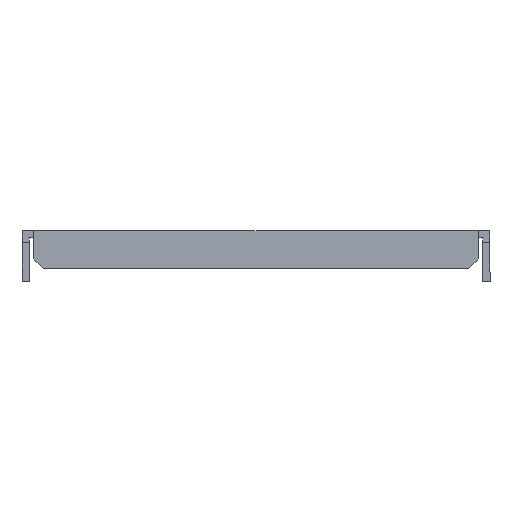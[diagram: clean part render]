
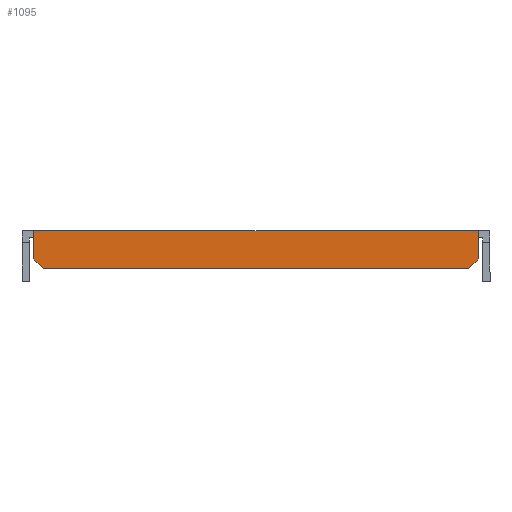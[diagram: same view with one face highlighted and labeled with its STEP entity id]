
A CAD part, front view. The second image highlights one B-rep face of the part: STEP entity #1095.
In plain terms, the highlighted planar face has unit normal (0, -1, 0).
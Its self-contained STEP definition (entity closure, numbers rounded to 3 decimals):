
#277 = DIRECTION ( 'NONE',  ( 0., 0., -1. ) ) ;
#278 = CARTESIAN_POINT ( 'NONE',  ( -45., -110., -8. ) ) ;
#617 = ORIENTED_EDGE ( 'NONE', *, *, #6437, .T. ) ;
#675 = CARTESIAN_POINT ( 'NONE',  ( 47., -110., -6. ) ) ;
#815 = EDGE_CURVE ( 'NONE', #5173, #3256, #1502, .T. ) ;
#1040 = CARTESIAN_POINT ( 'NONE',  ( -47., -110., -2.5 ) ) ;
#1050 = CARTESIAN_POINT ( 'NONE',  ( 47., -110., 0. ) ) ;
#1067 = LINE ( 'NONE', #6214, #1637 ) ;
#1095 = ADVANCED_FACE ( 'NONE', ( #3546 ), #1842, .F. ) ;
#1153 = VECTOR ( 'NONE', #6838, 1000. ) ;
#1164 = VECTOR ( 'NONE', #277, 1000. ) ;
#1212 = CARTESIAN_POINT ( 'NONE',  ( 47., -110., -2.5 ) ) ;
#1272 = CARTESIAN_POINT ( 'NONE',  ( 0., -110., 0. ) ) ;
#1316 = CARTESIAN_POINT ( 'NONE',  ( 0., -110., 0. ) ) ;
#1502 = LINE ( 'NONE', #2695, #1164 ) ;
#1592 = ORIENTED_EDGE ( 'NONE', *, *, #2789, .T. ) ;
#1637 = VECTOR ( 'NONE', #7234, 1000. ) ;
#1842 = PLANE ( 'NONE',  #6792 ) ;
#1890 = VECTOR ( 'NONE', #4785, 1000. ) ;
#1960 = CARTESIAN_POINT ( 'NONE',  ( -47., -110., -6. ) ) ;
#1964 = ORIENTED_EDGE ( 'NONE', *, *, #5918, .T. ) ;
#2105 = CARTESIAN_POINT ( 'NONE',  ( -47., -110., 0. ) ) ;
#2125 = VERTEX_POINT ( 'NONE', #278 ) ;
#2231 = VECTOR ( 'NONE', #2736, 1000. ) ;
#2334 = ORIENTED_EDGE ( 'NONE', *, *, #6688, .T. ) ;
#2475 = LINE ( 'NONE', #1316, #1890 ) ;
#2504 = CARTESIAN_POINT ( 'NONE',  ( 45., -110., -8. ) ) ;
#2695 = CARTESIAN_POINT ( 'NONE',  ( -47., -110., 0. ) ) ;
#2736 = DIRECTION ( 'NONE',  ( 0.707, 0., -0.707 ) ) ;
#2789 = EDGE_CURVE ( 'NONE', #5908, #6763, #5793, .T. ) ;
#2913 = DIRECTION ( 'NONE',  ( 0., 0., 1. ) ) ;
#2964 = DIRECTION ( 'NONE',  ( 0.707, 0., 0.707 ) ) ;
#3256 = VERTEX_POINT ( 'NONE', #1960 ) ;
#3401 = CARTESIAN_POINT ( 'NONE',  ( -45., -110., -8. ) ) ;
#3472 = DIRECTION ( 'NONE',  ( 0., 1., 0. ) ) ;
#3505 = ORIENTED_EDGE ( 'NONE', *, *, #6600, .T. ) ;
#3546 = FACE_OUTER_BOUND ( 'NONE', #6899, .T. ) ;
#3650 = DIRECTION ( 'NONE',  ( 0., 0., 1. ) ) ;
#4005 = ORIENTED_EDGE ( 'NONE', *, *, #5620, .F. ) ;
#4011 = CARTESIAN_POINT ( 'NONE',  ( -47., -110., 0. ) ) ;
#4050 = LINE ( 'NONE', #4011, #1153 ) ;
#4088 = VERTEX_POINT ( 'NONE', #2105 ) ;
#4103 = VECTOR ( 'NONE', #4811, 1000. ) ;
#4130 = CARTESIAN_POINT ( 'NONE',  ( 47., -110., -2.5 ) ) ;
#4220 = ORIENTED_EDGE ( 'NONE', *, *, #7311, .T. ) ;
#4573 = ORIENTED_EDGE ( 'NONE', *, *, #815, .T. ) ;
#4653 = VECTOR ( 'NONE', #2964, 1000. ) ;
#4774 = LINE ( 'NONE', #6487, #7120 ) ;
#4785 = DIRECTION ( 'NONE',  ( -1., 0., 0. ) ) ;
#4811 = DIRECTION ( 'NONE',  ( 0., 0., 1. ) ) ;
#4873 = VERTEX_POINT ( 'NONE', #1212 ) ;
#5173 = VERTEX_POINT ( 'NONE', #1040 ) ;
#5620 = EDGE_CURVE ( 'NONE', #5173, #4088, #4050, .T. ) ;
#5793 = LINE ( 'NONE', #675, #4653 ) ;
#5908 = VERTEX_POINT ( 'NONE', #2504 ) ;
#5918 = EDGE_CURVE ( 'NONE', #4873, #6468, #7063, .T. ) ;
#6214 = CARTESIAN_POINT ( 'NONE',  ( 0., -110., -8. ) ) ;
#6403 = CARTESIAN_POINT ( 'NONE',  ( 47., -110., -6. ) ) ;
#6437 = EDGE_CURVE ( 'NONE', #3256, #2125, #7370, .T. ) ;
#6468 = VERTEX_POINT ( 'NONE', #1050 ) ;
#6487 = CARTESIAN_POINT ( 'NONE',  ( 47., -110., 0. ) ) ;
#6600 = EDGE_CURVE ( 'NONE', #6763, #4873, #4774, .T. ) ;
#6688 = EDGE_CURVE ( 'NONE', #2125, #5908, #1067, .T. ) ;
#6763 = VERTEX_POINT ( 'NONE', #6403 ) ;
#6792 = AXIS2_PLACEMENT_3D ( 'NONE', #1272, #3472, #2913 ) ;
#6838 = DIRECTION ( 'NONE',  ( 0., 0., 1. ) ) ;
#6899 = EDGE_LOOP ( 'NONE', ( #4573, #617, #2334, #1592, #3505, #1964, #4220, #4005 ) ) ;
#7063 = LINE ( 'NONE', #4130, #4103 ) ;
#7120 = VECTOR ( 'NONE', #3650, 1000. ) ;
#7234 = DIRECTION ( 'NONE',  ( 1., 0., 0. ) ) ;
#7311 = EDGE_CURVE ( 'NONE', #6468, #4088, #2475, .T. ) ;
#7370 = LINE ( 'NONE', #3401, #2231 ) ;
